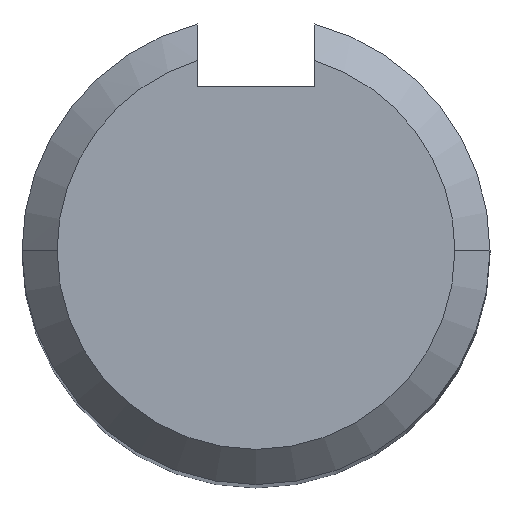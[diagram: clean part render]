
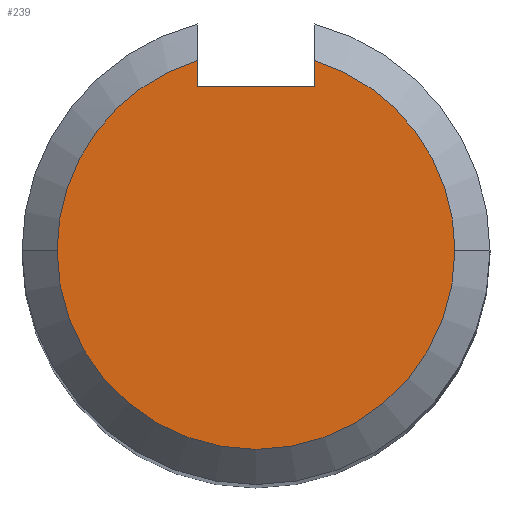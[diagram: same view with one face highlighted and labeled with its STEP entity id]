
A CAD part, top view. The second image highlights one B-rep face of the part: STEP entity #239.
In plain terms, the highlighted planar face has unit normal (0, 0, 1).
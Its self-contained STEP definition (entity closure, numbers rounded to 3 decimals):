
#12 = VERTEX_POINT ( 'NONE', #138 ) ;
#14 = DIRECTION ( 'NONE',  ( 1., 0., 0. ) ) ;
#18 = ORIENTED_EDGE ( 'NONE', *, *, #372, .F. ) ;
#22 = AXIS2_PLACEMENT_3D ( 'NONE', #373, #224, #117 ) ;
#30 = CARTESIAN_POINT ( 'NONE',  ( -1., 4., 17.5 ) ) ;
#43 = AXIS2_PLACEMENT_3D ( 'NONE', #456, #53, #14 ) ;
#44 = CARTESIAN_POINT ( 'NONE',  ( -1., 2.8, 17.5 ) ) ;
#53 = DIRECTION ( 'NONE',  ( 0., 0., 1. ) ) ;
#65 = VECTOR ( 'NONE', #262, 1000. ) ;
#70 = EDGE_CURVE ( 'NONE', #223, #275, #359, .T. ) ;
#82 = AXIS2_PLACEMENT_3D ( 'NONE', #420, #236, #340 ) ;
#99 = EDGE_LOOP ( 'NONE', ( #354, #371, #459, #129, #450, #18 ) ) ;
#117 = DIRECTION ( 'NONE',  ( 1., 0., 0. ) ) ;
#129 = ORIENTED_EDGE ( 'NONE', *, *, #329, .T. ) ;
#138 = CARTESIAN_POINT ( 'NONE',  ( -3.4, 0., 17.5 ) ) ;
#154 = LINE ( 'NONE', #228, #374 ) ;
#184 = EDGE_CURVE ( 'NONE', #12, #300, #252, .T. ) ;
#192 = LINE ( 'NONE', #307, #65 ) ;
#194 = PLANE ( 'NONE',  #82 ) ;
#223 = VERTEX_POINT ( 'NONE', #284 ) ;
#224 = DIRECTION ( 'NONE',  ( 0., 0., 1. ) ) ;
#228 = CARTESIAN_POINT ( 'NONE',  ( -1., 2.8, 17.5 ) ) ;
#236 = DIRECTION ( 'NONE',  ( 0., 0., 1. ) ) ;
#239 = ADVANCED_FACE ( 'NONE', ( #452 ), #194, .T. ) ;
#252 = CIRCLE ( 'NONE', #445, 3.4 ) ;
#254 = EDGE_CURVE ( 'NONE', #223, #12, #395, .T. ) ;
#262 = DIRECTION ( 'NONE',  ( 0., 1., 0. ) ) ;
#275 = VERTEX_POINT ( 'NONE', #44 ) ;
#284 = CARTESIAN_POINT ( 'NONE',  ( -1., 3.25, 17.5 ) ) ;
#293 = EDGE_CURVE ( 'NONE', #442, #457, #192, .T. ) ;
#300 = VERTEX_POINT ( 'NONE', #411 ) ;
#307 = CARTESIAN_POINT ( 'NONE',  ( 1., 4., 17.5 ) ) ;
#328 = DIRECTION ( 'NONE',  ( 0., -1., 0. ) ) ;
#329 = EDGE_CURVE ( 'NONE', #300, #457, #331, .T. ) ;
#331 = CIRCLE ( 'NONE', #43, 3.4 ) ;
#340 = DIRECTION ( 'NONE',  ( 1., 0., 0. ) ) ;
#354 = ORIENTED_EDGE ( 'NONE', *, *, #70, .F. ) ;
#359 = LINE ( 'NONE', #30, #381 ) ;
#367 = DIRECTION ( 'NONE',  ( 0., 0., 1. ) ) ;
#371 = ORIENTED_EDGE ( 'NONE', *, *, #254, .T. ) ;
#372 = EDGE_CURVE ( 'NONE', #275, #442, #154, .T. ) ;
#373 = CARTESIAN_POINT ( 'NONE',  ( 0., 0., 17.5 ) ) ;
#374 = VECTOR ( 'NONE', #377, 1000. ) ;
#377 = DIRECTION ( 'NONE',  ( 1., 0., 0. ) ) ;
#381 = VECTOR ( 'NONE', #328, 1000. ) ;
#388 = CARTESIAN_POINT ( 'NONE',  ( 1., 3.25, 17.5 ) ) ;
#395 = CIRCLE ( 'NONE', #22, 3.4 ) ;
#411 = CARTESIAN_POINT ( 'NONE',  ( 3.4, 0., 17.5 ) ) ;
#420 = CARTESIAN_POINT ( 'NONE',  ( 0., 0., 17.5 ) ) ;
#442 = VERTEX_POINT ( 'NONE', #461 ) ;
#445 = AXIS2_PLACEMENT_3D ( 'NONE', #475, #367, #478 ) ;
#450 = ORIENTED_EDGE ( 'NONE', *, *, #293, .F. ) ;
#452 = FACE_OUTER_BOUND ( 'NONE', #99, .T. ) ;
#456 = CARTESIAN_POINT ( 'NONE',  ( 0., 0., 17.5 ) ) ;
#457 = VERTEX_POINT ( 'NONE', #388 ) ;
#459 = ORIENTED_EDGE ( 'NONE', *, *, #184, .T. ) ;
#461 = CARTESIAN_POINT ( 'NONE',  ( 1., 2.8, 17.5 ) ) ;
#475 = CARTESIAN_POINT ( 'NONE',  ( 0., 0., 17.5 ) ) ;
#478 = DIRECTION ( 'NONE',  ( 1., 0., 0. ) ) ;
